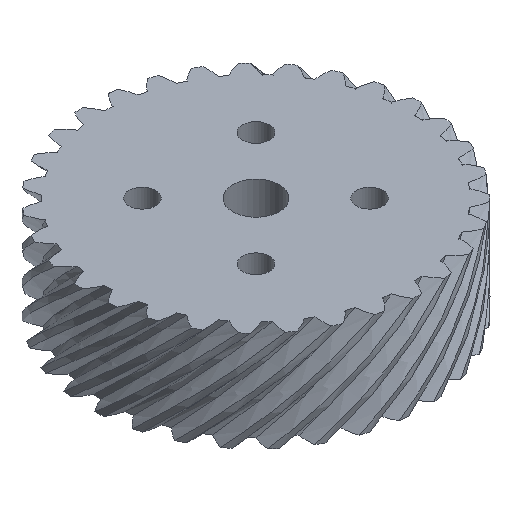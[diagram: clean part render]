
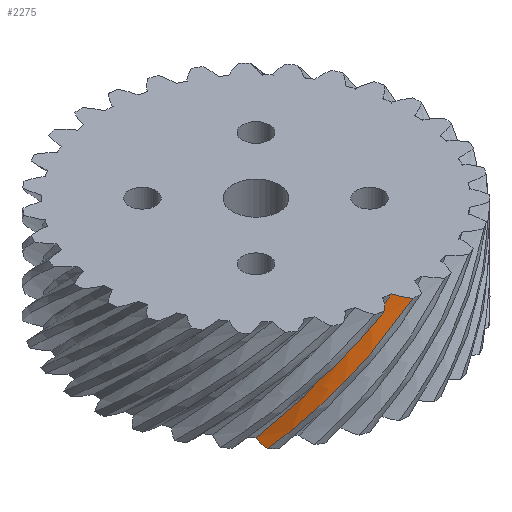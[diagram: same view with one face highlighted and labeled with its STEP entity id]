
A CAD part, isometric view. The second image highlights one B-rep face of the part: STEP entity #2275.
In plain terms, the highlighted free-form (B-spline) face has degree [3, 3] with [4, 5] control points.
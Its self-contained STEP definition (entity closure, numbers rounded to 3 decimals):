
#130=B_SPLINE_CURVE_WITH_KNOTS('',3,(#3980,#3981,#3982,#3983,#3984),
 .UNSPECIFIED.,.F.,.F.,(4,1,4),(0.,0.293,0.684),
 .UNSPECIFIED.);
#131=B_SPLINE_CURVE_WITH_KNOTS('',3,(#4006,#4007,#4008,#4009),
 .UNSPECIFIED.,.F.,.F.,(4,4),(0.,0.243),.UNSPECIFIED.);
#132=B_SPLINE_CURVE_WITH_KNOTS('',3,(#4011,#4012,#4013,#4014),
 .UNSPECIFIED.,.F.,.F.,(4,4),(0.,0.282),
 .UNSPECIFIED.);
#133=B_SPLINE_CURVE_WITH_KNOTS('',3,(#4015,#4016,#4017,#4018,#4019,#4020,
#4021),.UNSPECIFIED.,.F.,.F.,(4,3,4),(-0.684,-0.293,
0.),.UNSPECIFIED.);
#368=B_SPLINE_SURFACE_WITH_KNOTS('',3,3,((#3985,#3986,#3987,#3988,#3989),
(#3990,#3991,#3992,#3993,#3994),(#3995,#3996,#3997,#3998,#3999),(#4000,
#4001,#4002,#4003,#4004)),.UNSPECIFIED.,.F.,.F.,.F.,(4,4),(4,1,4),(0.,
0.282),(0.,0.293,0.684),
 .UNSPECIFIED.);
#466=FACE_OUTER_BOUND('',#597,.T.);
#597=EDGE_LOOP('',(#1573,#1574,#1575,#1576));
#875=VERTEX_POINT('',#3962);
#877=VERTEX_POINT('',#3975);
#878=VERTEX_POINT('',#4005);
#879=VERTEX_POINT('',#4010);
#1160=EDGE_CURVE('',#877,#875,#130,.T.);
#1161=EDGE_CURVE('',#875,#878,#131,.T.);
#1162=EDGE_CURVE('',#879,#877,#132,.T.);
#1163=EDGE_CURVE('',#878,#879,#133,.T.);
#1573=ORIENTED_EDGE('',*,*,#1161,.F.);
#1574=ORIENTED_EDGE('',*,*,#1160,.F.);
#1575=ORIENTED_EDGE('',*,*,#1162,.F.);
#1576=ORIENTED_EDGE('',*,*,#1163,.F.);
#2275=ADVANCED_FACE('',(#466),#368,.F.);
#3962=CARTESIAN_POINT('',(-2.284,-22.519,15.));
#3975=CARTESIAN_POINT('',(-16.005,-16.005,0.));
#3980=CARTESIAN_POINT('Ctrl Pts',(-16.005,-16.005,0.));
#3981=CARTESIAN_POINT('Ctrl Pts',(-14.44,-17.569,2.143));
#3982=CARTESIAN_POINT('Ctrl Pts',(-10.251,-20.682,7.143));
#3983=CARTESIAN_POINT('Ctrl Pts',(-5.22,-22.221,12.143));
#3984=CARTESIAN_POINT('Ctrl Pts',(-2.284,-22.519,15.));
#3985=CARTESIAN_POINT('Ctrl Pts',(-16.583,-18.355,0.));
#3986=CARTESIAN_POINT('Ctrl Pts',(-14.789,-19.976,2.143));
#3987=CARTESIAN_POINT('Ctrl Pts',(-10.044,-23.142,7.143));
#3988=CARTESIAN_POINT('Ctrl Pts',(-4.467,-24.543,12.143));
#3989=CARTESIAN_POINT('Ctrl Pts',(-1.247,-24.705,15.));
#3990=CARTESIAN_POINT('Ctrl Pts',(-16.502,-17.55,0.));
#3991=CARTESIAN_POINT('Ctrl Pts',(-14.786,-19.163,2.143));
#3992=CARTESIAN_POINT('Ctrl Pts',(-10.228,-22.337,7.143));
#3993=CARTESIAN_POINT('Ctrl Pts',(-4.825,-23.809,12.143));
#3994=CARTESIAN_POINT('Ctrl Pts',(-1.693,-24.03,15.));
#3995=CARTESIAN_POINT('Ctrl Pts',(-16.307,-16.756,0.));
#3996=CARTESIAN_POINT('Ctrl Pts',(-14.669,-18.35,2.143));
#3997=CARTESIAN_POINT('Ctrl Pts',(-10.298,-21.506,7.143));
#3998=CARTESIAN_POINT('Ctrl Pts',(-5.079,-23.025,12.143));
#3999=CARTESIAN_POINT('Ctrl Pts',(-2.044,-23.291,15.));
#4000=CARTESIAN_POINT('Ctrl Pts',(-16.005,-16.005,0.));
#4001=CARTESIAN_POINT('Ctrl Pts',(-14.44,-17.569,2.143));
#4002=CARTESIAN_POINT('Ctrl Pts',(-10.251,-20.682,7.143));
#4003=CARTESIAN_POINT('Ctrl Pts',(-5.22,-22.221,12.143));
#4004=CARTESIAN_POINT('Ctrl Pts',(-2.284,-22.519,15.));
#4005=CARTESIAN_POINT('',(-1.247,-24.705,15.));
#4006=CARTESIAN_POINT('Ctrl Pts',(-2.284,-22.519,15.));
#4007=CARTESIAN_POINT('Ctrl Pts',(-2.044,-23.291,15.));
#4008=CARTESIAN_POINT('Ctrl Pts',(-1.693,-24.03,15.));
#4009=CARTESIAN_POINT('Ctrl Pts',(-1.247,-24.705,15.));
#4010=CARTESIAN_POINT('',(-16.583,-18.355,0.));
#4011=CARTESIAN_POINT('Ctrl Pts',(-16.583,-18.355,0.));
#4012=CARTESIAN_POINT('Ctrl Pts',(-16.502,-17.55,0.));
#4013=CARTESIAN_POINT('Ctrl Pts',(-16.307,-16.756,0.));
#4014=CARTESIAN_POINT('Ctrl Pts',(-16.005,-16.005,0.));
#4015=CARTESIAN_POINT('Ctrl Pts',(-1.247,-24.705,15.));
#4016=CARTESIAN_POINT('Ctrl Pts',(-4.467,-24.543,12.143));
#4017=CARTESIAN_POINT('Ctrl Pts',(-7.654,-23.742,9.286));
#4018=CARTESIAN_POINT('Ctrl Pts',(-10.569,-22.365,6.429));
#4019=CARTESIAN_POINT('Ctrl Pts',(-12.755,-21.333,4.286));
#4020=CARTESIAN_POINT('Ctrl Pts',(-14.789,-19.976,2.143));
#4021=CARTESIAN_POINT('Ctrl Pts',(-16.583,-18.355,0.));
